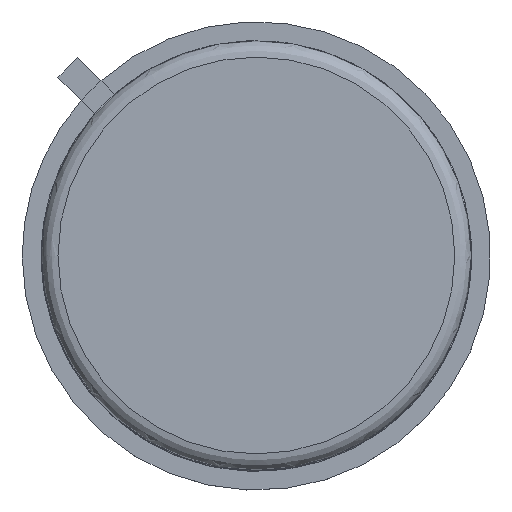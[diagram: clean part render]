
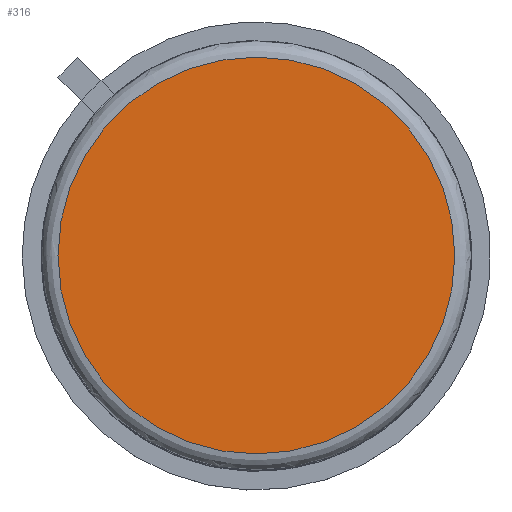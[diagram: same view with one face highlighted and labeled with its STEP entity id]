
A CAD part, top view. The second image highlights one B-rep face of the part: STEP entity #316.
In plain terms, the highlighted planar face has unit normal (0, 0, 1).
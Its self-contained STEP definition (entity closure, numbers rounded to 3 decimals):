
#62=DIRECTION('',(0.,0.,1.));
#301=ORIENTED_EDGE('',*,*,#302,.T.);
#302=EDGE_CURVE('',#303,#303,#305,.T.);
#303=VERTEX_POINT('',#304);
#304=CARTESIAN_POINT('',(-2.55,0.,13.2));
#305=CIRCLE('',#306,6.1);
#306=AXIS2_PLACEMENT_3D('',#307,#62,#308);
#307=CARTESIAN_POINT('',(3.55,0.,13.2));
#308=DIRECTION('',(-1.,0.,0.));
#316=ADVANCED_FACE('',(#317),#319,.T.);
#317=FACE_BOUND('',#318,.T.);
#318=EDGE_LOOP('',(#301));
#319=PLANE('',#306);
